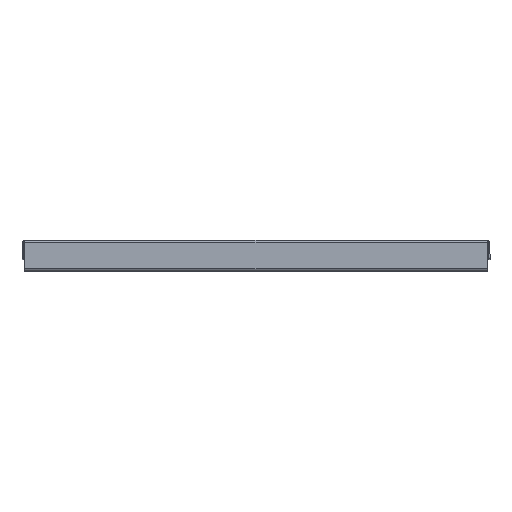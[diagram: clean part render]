
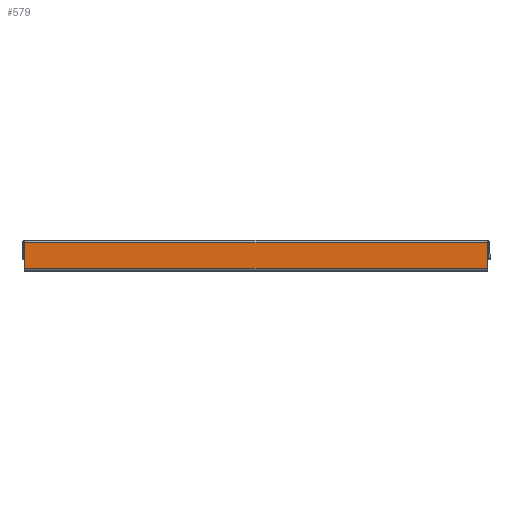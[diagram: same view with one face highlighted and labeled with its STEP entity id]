
A CAD part, top view. The second image highlights one B-rep face of the part: STEP entity #579.
In plain terms, the highlighted planar face has unit normal (0, 0, 1).
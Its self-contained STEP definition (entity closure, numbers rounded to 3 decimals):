
#16 = PLANE ( 'NONE',  #10413 ) ;
#369 = VECTOR ( 'NONE', #3153, 1000. ) ;
#579 = ADVANCED_FACE ( 'NONE', ( #7918 ), #16, .T. ) ;
#782 = DIRECTION ( 'NONE',  ( 0., -1., 0. ) ) ;
#1067 = LINE ( 'NONE', #11118, #10713 ) ;
#1217 = ORIENTED_EDGE ( 'NONE', *, *, #10082, .F. ) ;
#1395 = CARTESIAN_POINT ( 'NONE',  ( -246., -30., 299. ) ) ;
#1534 = EDGE_CURVE ( 'NONE', #11610, #4131, #4107, .T. ) ;
#2224 = VECTOR ( 'NONE', #10206, 1000. ) ;
#2670 = VERTEX_POINT ( 'NONE', #9978 ) ;
#2672 = CARTESIAN_POINT ( 'NONE',  ( 0., 0., 299. ) ) ;
#3153 = DIRECTION ( 'NONE',  ( -1., 0., 0. ) ) ;
#3609 = EDGE_CURVE ( 'NONE', #3805, #2670, #1067, .T. ) ;
#3681 = EDGE_CURVE ( 'NONE', #4131, #2670, #5598, .T. ) ;
#3805 = VERTEX_POINT ( 'NONE', #11424 ) ;
#3890 = CARTESIAN_POINT ( 'NONE',  ( 246., -30., 299. ) ) ;
#4107 = LINE ( 'NONE', #10363, #369 ) ;
#4131 = VERTEX_POINT ( 'NONE', #1395 ) ;
#4203 = ORIENTED_EDGE ( 'NONE', *, *, #3609, .T. ) ;
#4511 = ORIENTED_EDGE ( 'NONE', *, *, #3681, .F. ) ;
#4640 = CARTESIAN_POINT ( 'NONE',  ( -246., -1.5, 299. ) ) ;
#5002 = VECTOR ( 'NONE', #7370, 1000. ) ;
#5251 = ORIENTED_EDGE ( 'NONE', *, *, #1534, .F. ) ;
#5598 = LINE ( 'NONE', #4640, #5002 ) ;
#5858 = LINE ( 'NONE', #3890, #2224 ) ;
#7370 = DIRECTION ( 'NONE',  ( 0., 1., 0. ) ) ;
#7918 = FACE_OUTER_BOUND ( 'NONE', #9611, .T. ) ;
#8925 = DIRECTION ( 'NONE',  ( 0., 0., 1. ) ) ;
#9611 = EDGE_LOOP ( 'NONE', ( #1217, #4203, #4511, #5251 ) ) ;
#9978 = CARTESIAN_POINT ( 'NONE',  ( -246., -3., 299. ) ) ;
#10082 = EDGE_CURVE ( 'NONE', #3805, #11610, #5858, .T. ) ;
#10206 = DIRECTION ( 'NONE',  ( 0., -1., 0. ) ) ;
#10363 = CARTESIAN_POINT ( 'NONE',  ( -246., -30., 299. ) ) ;
#10413 = AXIS2_PLACEMENT_3D ( 'NONE', #2672, #8925, #782 ) ;
#10609 = CARTESIAN_POINT ( 'NONE',  ( 246., -30., 299. ) ) ;
#10713 = VECTOR ( 'NONE', #11179, 1000. ) ;
#11118 = CARTESIAN_POINT ( 'NONE',  ( 0., -3., 299. ) ) ;
#11179 = DIRECTION ( 'NONE',  ( -1., 0., 0. ) ) ;
#11424 = CARTESIAN_POINT ( 'NONE',  ( 246., -3., 299. ) ) ;
#11610 = VERTEX_POINT ( 'NONE', #10609 ) ;
